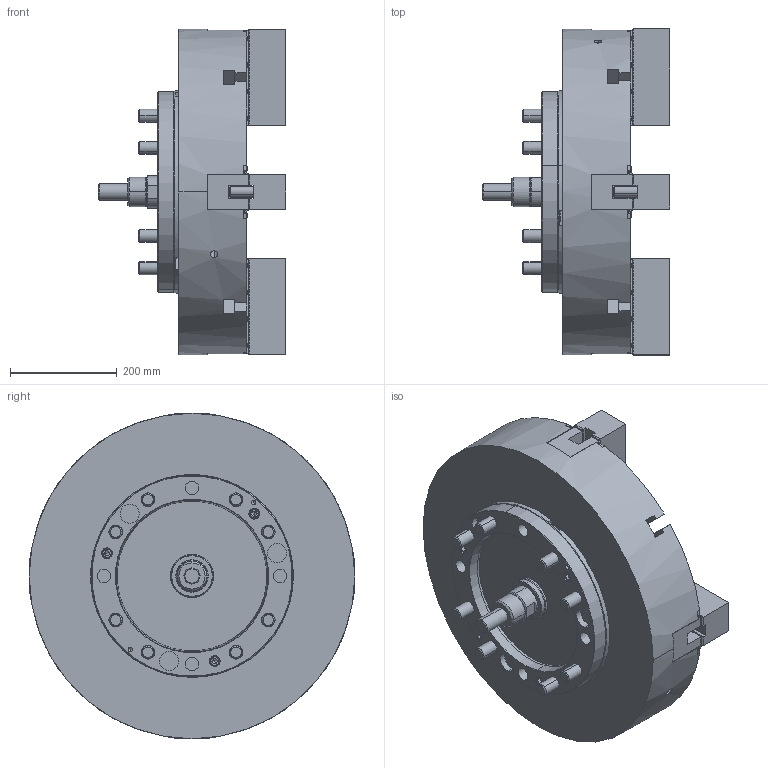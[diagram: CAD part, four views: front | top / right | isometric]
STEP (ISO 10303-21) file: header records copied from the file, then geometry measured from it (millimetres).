
FILE_DESCRIPTION (( 'STEP AP203' ), '1' );
FILE_NAME ('CF-4V-24A15.STEP', '2019-07-26T03:27:22', ( '' ), ( '' ), 'SwSTEP 2.0', 'SolidWorks 2016', '' );
FILE_SCHEMA (( 'CONFIG_CONTROL_DESIGN' ));
Length unit declared in the file: millimetre
Products named in the file (20): 錐平頭六角孔螺栓_M4x10; CF-3V-24-03000; CF-3V-21-09000; 圓頭內六角螺栓_M6x14; 3V-21-10000-A15法蘭; CF-3V-21-06000; CF-4V-24-01000; 圓頭內六角螺栓_M24x170; CF-3V-21-07000; CF-4V-24-02000; 圓頭內六角螺栓_M12x50; SJ-21; CF-3V-21-03000; CF-4V-24A15; 圓頭內六角螺栓_M20x60; CF-3P-15-05000; 半圓頭六角孔螺栓_M5x12; CF-3P-15-06000; CF-銘牌; CF-3P-15連接管螺栓
Assembly tree (83 placements, depth 2):
  CF-4V-24A15
    CF-4V-24-01000
    CF-4V-24-02000
    CF-3V-21-03000  x4
    CF-3P-15-05000
    CF-3P-15-06000
    CF-3P-15連接管螺栓
    CF-3V-24-03000
    圓頭內六角螺栓_M6x14  x4
    CF-3V-21-06000  x4
    CF-3V-21-07000  x4
    SJ-21  x4
    圓頭內六角螺栓_M20x60  x8
    半圓頭六角孔螺栓_M5x12  x32
    CF-銘牌
    錐平頭六角孔螺栓_M4x10  x3
    CF-3V-21-09000
    3V-21-10000-A15法蘭
    圓頭內六角螺栓_M24x170  x8
    圓頭內六角螺栓_M12x50  x3
Bounding box: 351.08 x 611 x 611 mm (x, y, z)
Volume: 39704200.5 mm3; surface area: 2754116.3 mm2
Topology: 91 solids, 91 shells, 7295 faces, 20277 edges, 13180 vertices
Faces by surface type: plane 5154, cylinder 1545, cone 522, torus 74
Entity records: 72177 total; most frequent: CARTESIAN_POINT 12709, ORIENTED_EDGE 11686, DIRECTION 11593, EDGE_CURVE 5843, VECTOR 4125, LINE 4125, VERTEX_POINT 3836, AXIS2_PLACEMENT_3D 3734
